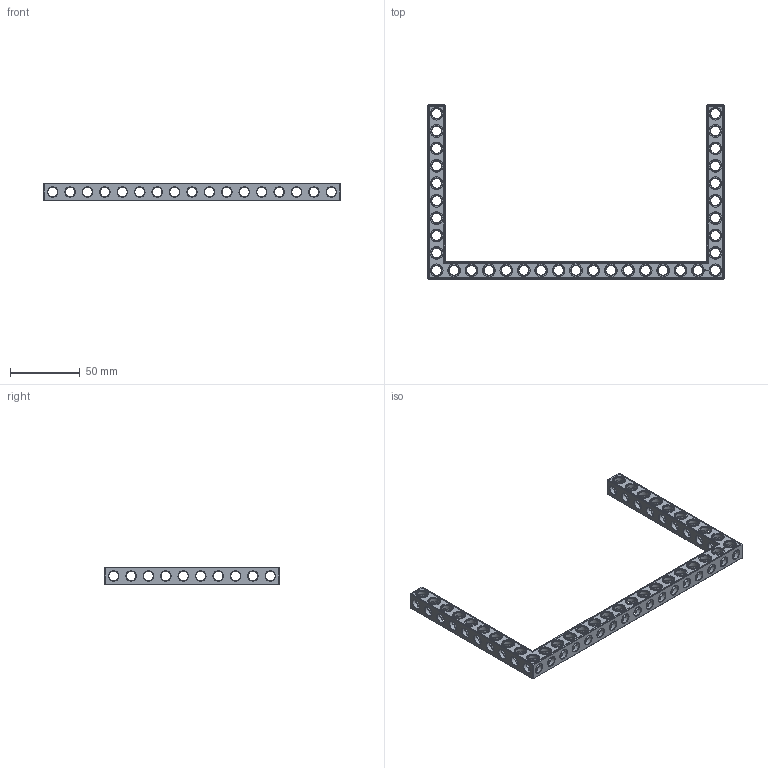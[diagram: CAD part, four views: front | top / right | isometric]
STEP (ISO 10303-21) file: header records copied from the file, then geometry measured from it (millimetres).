
FILE_DESCRIPTION(('FreeCAD Model'),'2;1');
FILE_NAME('Open CASCADE Shape Model','2022-03-06T17:32:34',('Author'),( ''),'Open CASCADE STEP processor 7.5','FreeCAD','Unknown');
FILE_SCHEMA(('AUTOMOTIVE_DESIGN { 1 0 10303 214 1 1 1 1 }'));
Products named in the file (1): Beam AGD ESS USH SYM BU17x10x01 - SPN-BEM-0583 (stemfie.org)
Bounding box: 212.5 x 125 x 12.5 mm (x, y, z)
Volume: 34193 mm3; surface area: 30554.5 mm2
Topology: 1 solids, 1 shells, 956 faces, 2913 edges, 1888 vertices
Faces by surface type: plane 409, cylinder 211, extrusion 194, cone 142
Full cylindrical faces by diameter (mm): 6.98 x22, 7 x154, 9.2 x35
Entity records: 169166 total; most frequent: CARTESIAN_POINT 114920, DIRECTION 8743, ORIENTED_EDGE 5826, PCURVE 5826, DEFINITIONAL_REPRESENTATION 5826, VECTOR 5472, LINE 5278, EDGE_CURVE 2913
